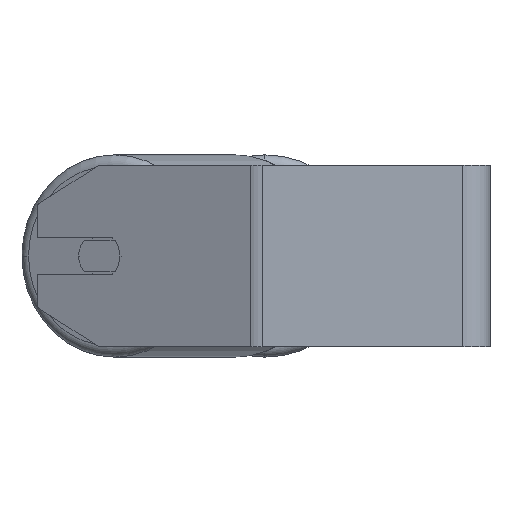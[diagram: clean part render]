
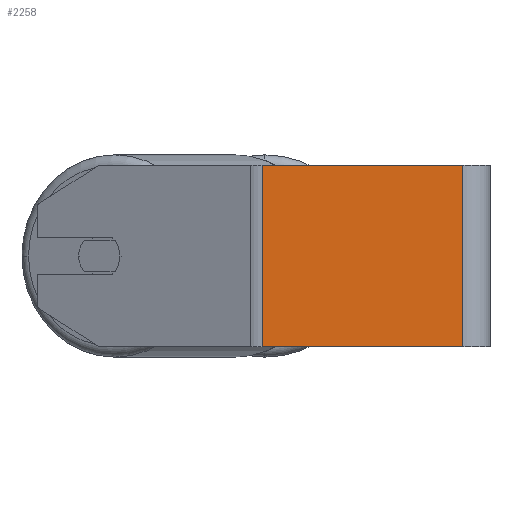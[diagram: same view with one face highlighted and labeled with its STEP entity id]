
A CAD part, left-side view. The second image highlights one B-rep face of the part: STEP entity #2258.
In plain terms, the highlighted planar face has unit normal (-1, 0, 0).
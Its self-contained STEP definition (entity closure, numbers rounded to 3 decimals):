
#27 = LINE ( 'NONE', #7315, #3047 ) ;
#323 = VECTOR ( 'NONE', #2219, 1000. ) ;
#706 = DIRECTION ( 'NONE',  ( 0., 0., -1. ) ) ;
#1198 = DIRECTION ( 'NONE',  ( 0., 0., -1. ) ) ;
#1343 = VERTEX_POINT ( 'NONE', #5883 ) ;
#1529 = LINE ( 'NONE', #5295, #323 ) ;
#1576 = DIRECTION ( 'NONE',  ( 1., 0., 0. ) ) ;
#1880 = LINE ( 'NONE', #4485, #7675 ) ;
#1892 = ORIENTED_EDGE ( 'NONE', *, *, #3337, .T. ) ;
#1901 = VERTEX_POINT ( 'NONE', #6795 ) ;
#2217 = PLANE ( 'NONE',  #3175 ) ;
#2219 = DIRECTION ( 'NONE',  ( 0., -1., 0. ) ) ;
#2258 = ADVANCED_FACE ( 'NONE', ( #8038 ), #2217, .F. ) ;
#2570 = ORIENTED_EDGE ( 'NONE', *, *, #2918, .F. ) ;
#2918 = EDGE_CURVE ( 'NONE', #3604, #1343, #27, .T. ) ;
#3047 = VECTOR ( 'NONE', #706, 1000. ) ;
#3175 = AXIS2_PLACEMENT_3D ( 'NONE', #4823, #1576, #6787 ) ;
#3337 = EDGE_CURVE ( 'NONE', #1901, #1343, #1529, .T. ) ;
#3604 = VERTEX_POINT ( 'NONE', #4016 ) ;
#3863 = DIRECTION ( 'NONE',  ( 0., -1., 0. ) ) ;
#3942 = CARTESIAN_POINT ( 'NONE',  ( -270., 102.885, 40. ) ) ;
#4016 = CARTESIAN_POINT ( 'NONE',  ( -270., 12., 40. ) ) ;
#4317 = EDGE_LOOP ( 'NONE', ( #1892, #2570, #7628, #5575 ) ) ;
#4485 = CARTESIAN_POINT ( 'NONE',  ( -270., 100.224, 40. ) ) ;
#4823 = CARTESIAN_POINT ( 'NONE',  ( -270., 102.885, 40. ) ) ;
#5295 = CARTESIAN_POINT ( 'NONE',  ( -270., 102.885, -40. ) ) ;
#5515 = VERTEX_POINT ( 'NONE', #8084 ) ;
#5575 = ORIENTED_EDGE ( 'NONE', *, *, #8078, .T. ) ;
#5883 = CARTESIAN_POINT ( 'NONE',  ( -270., 12., -40. ) ) ;
#6609 = VECTOR ( 'NONE', #3863, 1000. ) ;
#6787 = DIRECTION ( 'NONE',  ( 0., 0., -1. ) ) ;
#6795 = CARTESIAN_POINT ( 'NONE',  ( -270., 100.224, -40. ) ) ;
#7189 = LINE ( 'NONE', #3942, #6609 ) ;
#7315 = CARTESIAN_POINT ( 'NONE',  ( -270., 12., 40. ) ) ;
#7380 = EDGE_CURVE ( 'NONE', #5515, #3604, #7189, .T. ) ;
#7628 = ORIENTED_EDGE ( 'NONE', *, *, #7380, .F. ) ;
#7675 = VECTOR ( 'NONE', #1198, 1000. ) ;
#8038 = FACE_OUTER_BOUND ( 'NONE', #4317, .T. ) ;
#8078 = EDGE_CURVE ( 'NONE', #5515, #1901, #1880, .T. ) ;
#8084 = CARTESIAN_POINT ( 'NONE',  ( -270., 100.224, 40. ) ) ;
